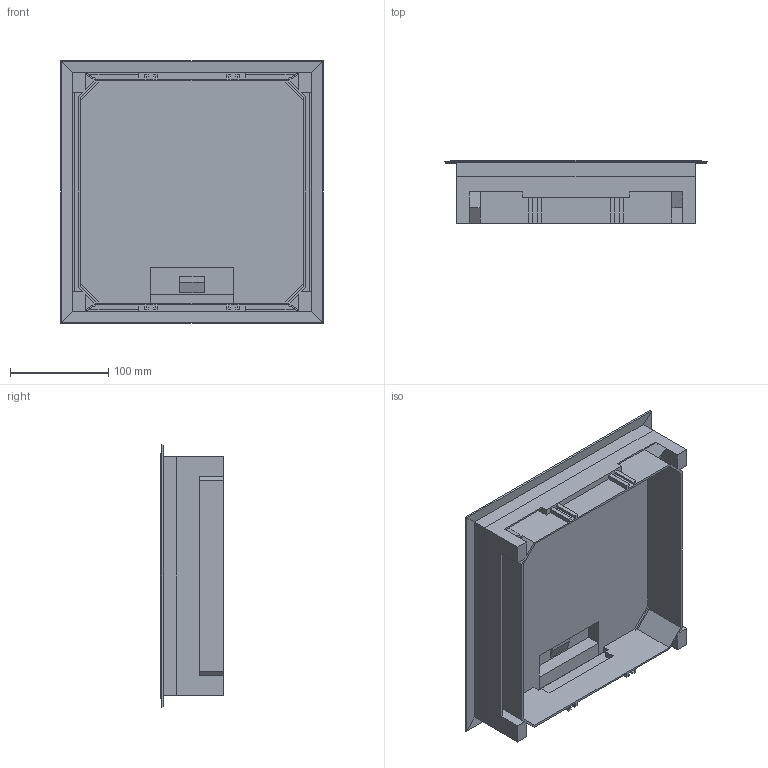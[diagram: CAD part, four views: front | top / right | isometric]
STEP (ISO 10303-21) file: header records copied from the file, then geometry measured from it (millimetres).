
FILE_DESCRIPTION((''),'2;1');
FILE_NAME('VEQ1212E_ASM','2024-02-06T11:00:16',('goergem'),(''),'CREO PARAMETRIC BY PTC INC, 2022281','CREO PARAMETRIC BY PTC INC, 2022281','');
FILE_SCHEMA(('AUTOMOTIVE_DESIGN { 1 0 10303 214 1 1 1 1 }'));
Length unit declared in the file: millimetre
Products named in the file (5): VEQ1212E_RAHMEN_UNTERTEIL_5; VEQ1212E_OBERTEIL_10; VEQ1212E_KLAPPE_10; VEQ1212E_ASM_4_ASM; VEQ1212E_ASM
Assembly tree (4 placements, depth 3):
  VEQ1212E_ASM
    VEQ1212E_ASM_4_ASM
      VEQ1212E_RAHMEN_UNTERTEIL_5
      VEQ1212E_OBERTEIL_10
      VEQ1212E_KLAPPE_10
Bounding box: 266.92 x 64.01 x 266.92 mm (x, y, z)
Volume: 512364.4 mm3; surface area: 344632.2 mm2
Topology: 3 solids, 3 shells, 286 faces, 791 edges, 524 vertices
Faces by surface type: plane 247, cylinder 29, extrusion 10
Entity records: 13203 total; most frequent: CARTESIAN_POINT 2201, DIRECTION 1964, ORIENTED_EDGE 1574, EDGE_CURVE 787, VECTOR 756, LINE 746, AXIS2_PLACEMENT_3D 553, VERTEX_POINT 520
